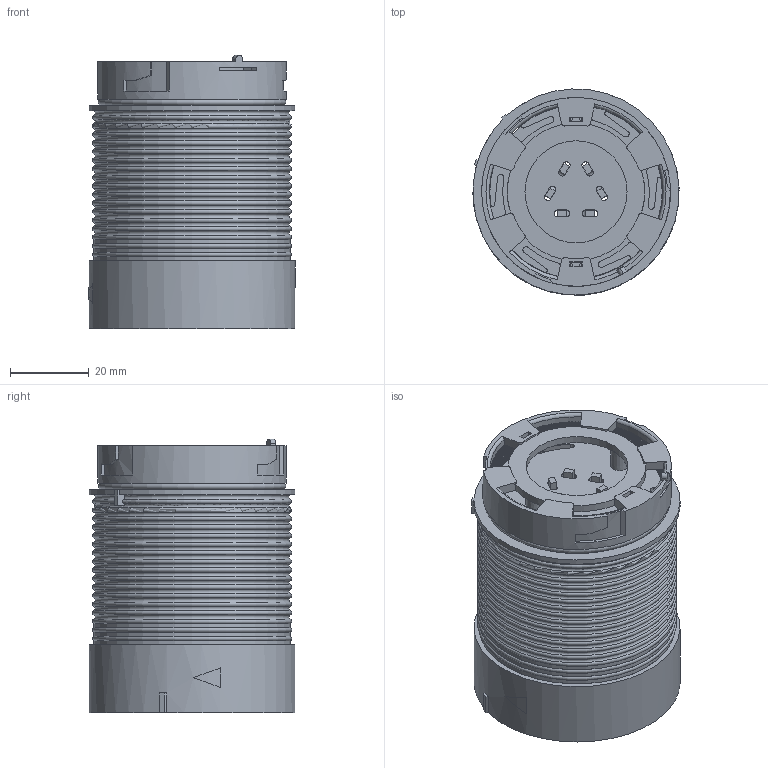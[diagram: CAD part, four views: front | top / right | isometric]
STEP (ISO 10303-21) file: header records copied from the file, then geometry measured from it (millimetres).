
FILE_DESCRIPTION((''),'2;1');
FILE_NAME('50T10050G02.stp','2015-08-07T08:44:46',('cbunnell'),(''),'Autodesk Inventor 2013','Autodesk Inventor 2013','');
FILE_SCHEMA(('AUTOMOTIVE_DESIGN { 1 0 10303 214 1 1 1 1 }'));
Length unit declared in the file: millimetre
Products named in the file (8): 50T10050G02; 50T10079G01; 50T10075H01; 50T10076H01; 50T10078H01; 50T10077H01; 50T10045H02; 50T10022H01
Assembly tree (14 placements, depth 3):
  50T10050G02
    50T10079G01
      50T10075H01
      50T10076H01
      50T10078H01  x6
      50T10077H01  x3
    50T10045H02
    50T10022H01
Bounding box: 52.49 x 52.45 x 69.63 mm (x, y, z)
Volume: 32913 mm3; surface area: 38489.2 mm2
Topology: 13 solids, 13 shells, 1408 faces, 4099 edges, 2719 vertices
Faces by surface type: bspline 900, plane 264, cylinder 188, torus 47, cone 9
Full cylindrical faces by diameter (mm): 1.2 x12, 2.4 x1, 2.6 x1, 26 x1, 46.8 x1, 48.1 x1, 48.5 x1, 49.96 x3, 51.1 x1, 52.5 x1
Entity records: 60778 total; most frequent: CARTESIAN_POINT 26968, ORIENTED_EDGE 7830, DIRECTION 4965, EDGE_CURVE 3915, VERTEX_POINT 2631, VECTOR 1985, LINE 1985, AXIS2_PLACEMENT_3D 1490
